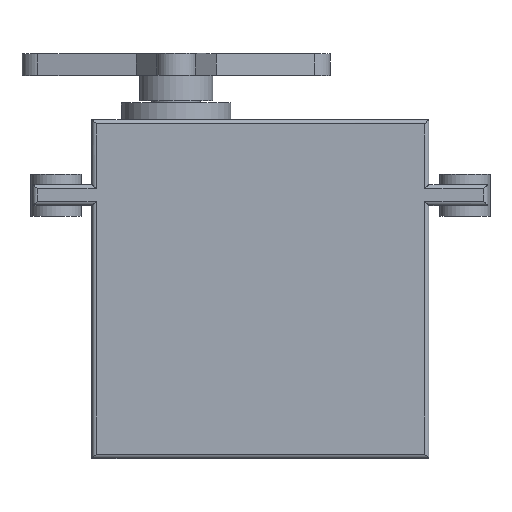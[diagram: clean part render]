
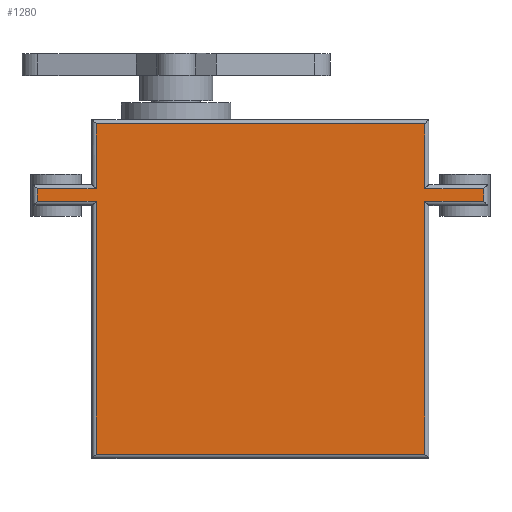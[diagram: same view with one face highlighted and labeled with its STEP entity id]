
A CAD part, top view. The second image highlights one B-rep face of the part: STEP entity #1280.
In plain terms, the highlighted planar face has unit normal (0, 0, 1).
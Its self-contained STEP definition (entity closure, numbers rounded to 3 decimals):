
#113=PLANE('',#1452);
#180=FACE_OUTER_BOUND('',#274,.T.);
#274=EDGE_LOOP('',(#1089,#1090,#1091,#1092,#1093,#1094,#1095,#1096,#1097,
#1098,#1099,#1100));
#377=LINE('',#2121,#482);
#379=LINE('',#2131,#484);
#380=LINE('',#2135,#485);
#382=LINE('',#2142,#487);
#383=LINE('',#2146,#488);
#385=LINE('',#2154,#490);
#387=LINE('',#2159,#492);
#388=LINE('',#2163,#493);
#389=LINE('',#2167,#494);
#390=LINE('',#2170,#495);
#391=LINE('',#2172,#496);
#394=LINE('',#2176,#499);
#482=VECTOR('',#1713,10.);
#484=VECTOR('',#1723,10.);
#485=VECTOR('',#1728,10.);
#487=VECTOR('',#1736,10.);
#488=VECTOR('',#1739,10.);
#490=VECTOR('',#1747,10.);
#492=VECTOR('',#1753,10.);
#493=VECTOR('',#1758,10.);
#494=VECTOR('',#1763,10.);
#495=VECTOR('',#1768,10.);
#496=VECTOR('',#1771,10.);
#499=VECTOR('',#1776,10.);
#626=VERTEX_POINT('',#2119);
#627=VERTEX_POINT('',#2120);
#630=VERTEX_POINT('',#2128);
#631=VERTEX_POINT('',#2130);
#632=VERTEX_POINT('',#2134);
#634=VERTEX_POINT('',#2140);
#635=VERTEX_POINT('',#2144);
#636=VERTEX_POINT('',#2145);
#639=VERTEX_POINT('',#2153);
#640=VERTEX_POINT('',#2158);
#641=VERTEX_POINT('',#2162);
#642=VERTEX_POINT('',#2166);
#765=EDGE_CURVE('',#626,#627,#377,.T.);
#770=EDGE_CURVE('',#630,#631,#379,.T.);
#772=EDGE_CURVE('',#627,#632,#380,.T.);
#776=EDGE_CURVE('',#634,#630,#382,.T.);
#777=EDGE_CURVE('',#635,#636,#383,.T.);
#781=EDGE_CURVE('',#636,#639,#385,.T.);
#784=EDGE_CURVE('',#639,#640,#387,.T.);
#786=EDGE_CURVE('',#640,#641,#388,.T.);
#788=EDGE_CURVE('',#641,#642,#389,.T.);
#790=EDGE_CURVE('',#642,#634,#390,.T.);
#791=EDGE_CURVE('',#632,#635,#391,.T.);
#794=EDGE_CURVE('',#631,#626,#394,.T.);
#1089=ORIENTED_EDGE('',*,*,#777,.F.);
#1090=ORIENTED_EDGE('',*,*,#791,.F.);
#1091=ORIENTED_EDGE('',*,*,#772,.F.);
#1092=ORIENTED_EDGE('',*,*,#765,.F.);
#1093=ORIENTED_EDGE('',*,*,#794,.F.);
#1094=ORIENTED_EDGE('',*,*,#770,.F.);
#1095=ORIENTED_EDGE('',*,*,#776,.F.);
#1096=ORIENTED_EDGE('',*,*,#790,.F.);
#1097=ORIENTED_EDGE('',*,*,#788,.F.);
#1098=ORIENTED_EDGE('',*,*,#786,.F.);
#1099=ORIENTED_EDGE('',*,*,#784,.F.);
#1100=ORIENTED_EDGE('',*,*,#781,.F.);
#1280=ADVANCED_FACE('',(#180),#113,.T.);
#1452=AXIS2_PLACEMENT_3D('',#2197,#1802,#1803);
#1713=DIRECTION('',(0.,-1.,0.));
#1723=DIRECTION('',(0.,1.,0.));
#1728=DIRECTION('',(1.,0.,0.));
#1736=DIRECTION('',(1.,0.,0.));
#1739=DIRECTION('',(-1.,0.,0.));
#1747=DIRECTION('',(0.,-1.,0.));
#1753=DIRECTION('',(-1.,0.,0.));
#1758=DIRECTION('',(0.,1.,0.));
#1763=DIRECTION('',(-1.,0.,0.));
#1768=DIRECTION('',(0.,1.,0.));
#1771=DIRECTION('',(0.,-1.,0.));
#1776=DIRECTION('',(1.,0.,0.));
#1802=DIRECTION('center_axis',(0.,0.,1.));
#1803=DIRECTION('ref_axis',(1.,0.,0.));
#2119=CARTESIAN_POINT('',(19.5,39.7,10.));
#2120=CARTESIAN_POINT('',(19.5,32.,10.));
#2121=CARTESIAN_POINT('',(19.5,0.,10.));
#2128=CARTESIAN_POINT('',(-19.5,32.,10.));
#2130=CARTESIAN_POINT('',(-19.5,39.7,10.));
#2131=CARTESIAN_POINT('',(-19.5,0.,10.));
#2134=CARTESIAN_POINT('',(26.5,32.,10.));
#2135=CARTESIAN_POINT('',(0.,32.,10.));
#2140=CARTESIAN_POINT('',(-26.5,32.,10.));
#2142=CARTESIAN_POINT('',(-20.,32.,10.));
#2144=CARTESIAN_POINT('',(26.5,30.5,10.));
#2145=CARTESIAN_POINT('',(19.5,30.5,10.));
#2146=CARTESIAN_POINT('',(0.,30.5,10.));
#2153=CARTESIAN_POINT('',(19.5,0.5,10.));
#2154=CARTESIAN_POINT('',(19.5,0.,10.));
#2158=CARTESIAN_POINT('',(-19.5,0.5,10.));
#2159=CARTESIAN_POINT('',(-10.,0.5,10.));
#2162=CARTESIAN_POINT('',(-19.5,30.5,10.));
#2163=CARTESIAN_POINT('',(-19.5,0.,10.));
#2166=CARTESIAN_POINT('',(-26.5,30.5,10.));
#2167=CARTESIAN_POINT('',(-20.,30.5,10.));
#2170=CARTESIAN_POINT('',(-26.5,15.625,10.));
#2172=CARTESIAN_POINT('',(26.5,15.625,10.));
#2176=CARTESIAN_POINT('',(-10.,39.7,10.));
#2197=CARTESIAN_POINT('Origin',(-20.,0.,10.));
